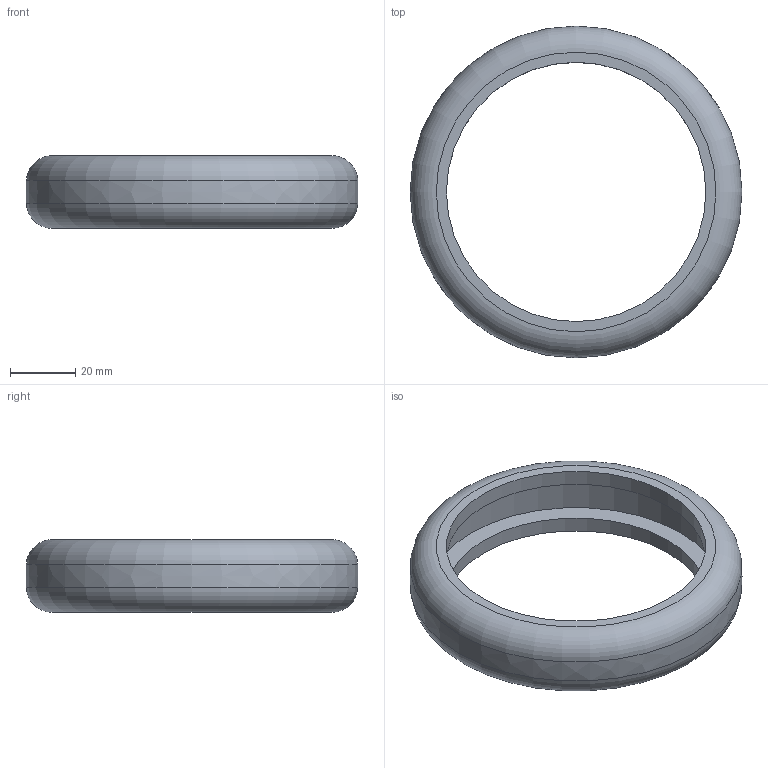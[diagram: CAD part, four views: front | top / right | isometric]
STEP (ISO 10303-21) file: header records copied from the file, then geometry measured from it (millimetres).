
FILE_DESCRIPTION(/* description */ (''),/* implementation_level */ '2;1');
FILE_NAME(/* name */ '_1.00004.91 (T)_ipt_42a7db6.STEP',/* time_stamp */ '2018-02-13T23:11:08-05:00',/* author */ ('en-fsae'),/* organization */ (''),/* preprocessor_version */ 'ST-DEVELOPER v16.13',/* originating_system */ 'Autodesk Inventor 2018',/* authorisation */ '');
FILE_SCHEMA (('AUTOMOTIVE_DESIGN { 1 0 10303 214 3 1 1 }'));
Length unit declared in the file: inch
Products named in the file (1): _1.00004.91 (T)
Bounding box: 101.52 x 101.6 x 22.23 mm (x, y, z)
Volume: 42639.6 mm3; surface area: 20079.8 mm2
Topology: 1 solids, 1 shells, 10 faces, 18 edges, 12 vertices
Faces by surface type: plane 4, cylinder 3, torus 2, bspline 1
Full cylindrical faces by diameter (mm): 79.375 x2, 90.487 x1
Entity records: 295 total; most frequent: CARTESIAN_POINT 64, DIRECTION 44, ORIENTED_EDGE 26, AXIS2_PLACEMENT_3D 22, EDGE_LOOP 19, EDGE_CURVE 13, CIRCLE 12, VERTEX_POINT 12
